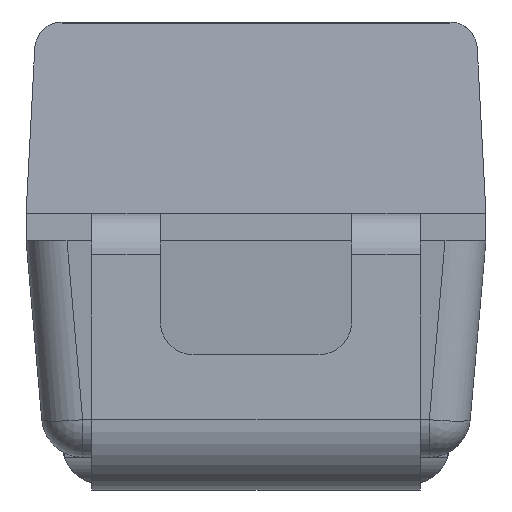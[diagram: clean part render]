
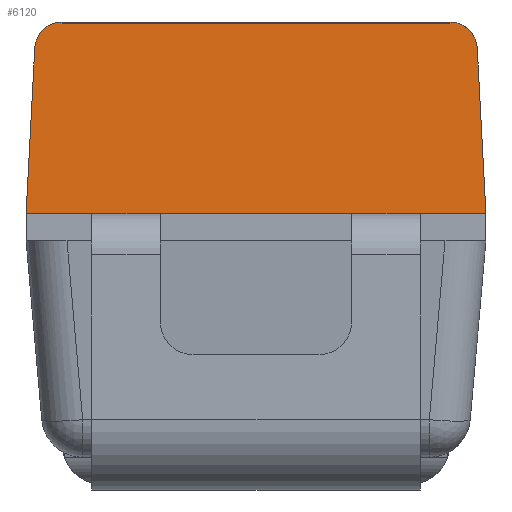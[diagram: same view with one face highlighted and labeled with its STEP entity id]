
A CAD part, left-side view. The second image highlights one B-rep face of the part: STEP entity #6120.
In plain terms, the highlighted planar face has unit normal (-0.999, 0, 0.052).
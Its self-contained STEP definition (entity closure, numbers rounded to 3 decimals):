
#210 = CARTESIAN_POINT ( 'NONE',  ( -1.55, 0.84, 1.01 ) ) ;
#424 = CARTESIAN_POINT ( 'NONE',  ( -1.515, -0.805, 1.671 ) ) ;
#589 = LINE ( 'NONE', #8675, #4499 ) ;
#643 = EDGE_CURVE ( 'NONE', #5492, #7611, #1779, .T. ) ;
#905 = EDGE_CURVE ( 'NONE', #2461, #2360, #7590, .T. ) ;
#938 = VECTOR ( 'NONE', #6340, 1000. ) ;
#1043 = DIRECTION ( 'NONE',  ( 0., -1., 0. ) ) ;
#1291 = EDGE_CURVE ( 'NONE', #4428, #9865, #1995, .T. ) ;
#1333 = PLANE ( 'NONE',  #5403 ) ;
#1363 = CARTESIAN_POINT ( 'NONE',  ( -1.55, 0.84, 1.01 ) ) ;
#1490 = EDGE_CURVE ( 'NONE', #8083, #8932, #4050, .T. ) ;
#1734 = VECTOR ( 'NONE', #6736, 1000. ) ;
#1760 = DIRECTION ( 'NONE',  ( -0.052, 0.052, -0.997 ) ) ;
#1779 = LINE ( 'NONE', #4830, #7762 ) ;
#1810 = VECTOR ( 'NONE', #1978, 1000. ) ;
#1978 = DIRECTION ( 'NONE',  ( 0., -1., 0. ) ) ;
#1995 = LINE ( 'NONE', #210, #3805 ) ;
#1997 = VERTEX_POINT ( 'NONE', #9435 ) ;
#2062 = LINE ( 'NONE', #3498, #1810 ) ;
#2158 = DIRECTION ( 'NONE',  ( 0.052, 0., 0.999 ) ) ;
#2360 = VERTEX_POINT ( 'NONE', #8543 ) ;
#2374 = CARTESIAN_POINT ( 'NONE',  ( -1.518, 0.808, 1.615 ) ) ;
#2387 = DIRECTION ( 'NONE',  ( 0., 1., 0. ) ) ;
#2437 = CARTESIAN_POINT ( 'NONE',  ( -1.55, 0.6, 1.01 ) ) ;
#2461 = VERTEX_POINT ( 'NONE', #5600 ) ;
#2549 = CARTESIAN_POINT ( 'NONE',  ( -1.55, 0.35, 1.01 ) ) ;
#2675 = EDGE_CURVE ( 'NONE', #7611, #8083, #2062, .T. ) ;
#2830 = ORIENTED_EDGE ( 'NONE', *, *, #7601, .T. ) ;
#3431 = CARTESIAN_POINT ( 'NONE',  ( -1.55, 0.35, 1.01 ) ) ;
#3498 = CARTESIAN_POINT ( 'NONE',  ( -1.55, 0.84, 1.01 ) ) ;
#3516 = CARTESIAN_POINT ( 'NONE',  ( -1.513, 0.765, 1.71 ) ) ;
#3805 = VECTOR ( 'NONE', #7254, 1000. ) ;
#3831 = EDGE_CURVE ( 'NONE', #6695, #2360, #4857, .T. ) ;
#3835 = CARTESIAN_POINT ( 'NONE',  ( -1.55, 0.6, 1.01 ) ) ;
#3881 = CARTESIAN_POINT ( 'NONE',  ( -1.55, -0.84, 1.01 ) ) ;
#4050 = LINE ( 'NONE', #4373, #1734 ) ;
#4058 =( BOUNDED_CURVE ( )  B_SPLINE_CURVE ( 3, ( #8974, #3516, #9757, #5107 ),
 .UNSPECIFIED., .F., .F. ) 
 B_SPLINE_CURVE_WITH_KNOTS ( ( 4, 4 ),
 ( 3.142, 4.66 ),
 .UNSPECIFIED. ) 
 CURVE ( )  GEOMETRIC_REPRESENTATION_ITEM ( )  RATIONAL_B_SPLINE_CURVE ( ( 1., 0.817, 0.817, 1. ) ) 
 REPRESENTATION_ITEM ( '' )  );
#4373 = CARTESIAN_POINT ( 'NONE',  ( -1.55, 0.6, 1.01 ) ) ;
#4384 = CARTESIAN_POINT ( 'NONE',  ( -1.513, -0.708, 1.71 ) ) ;
#4428 = VERTEX_POINT ( 'NONE', #4849 ) ;
#4499 = VECTOR ( 'NONE', #9468, 1000. ) ;
#4595 = VECTOR ( 'NONE', #1043, 1000. ) ;
#4830 = CARTESIAN_POINT ( 'NONE',  ( -1.55, 0.84, 1.01 ) ) ;
#4849 = CARTESIAN_POINT ( 'NONE',  ( -1.55, -0.6, 1.01 ) ) ;
#4857 = LINE ( 'NONE', #4926, #4595 ) ;
#4926 = CARTESIAN_POINT ( 'NONE',  ( -1.513, 0.84, 1.71 ) ) ;
#5107 = CARTESIAN_POINT ( 'NONE',  ( -1.518, 0.808, 1.615 ) ) ;
#5178 = EDGE_CURVE ( 'NONE', #1997, #8932, #6286, .T. ) ;
#5290 = FACE_OUTER_BOUND ( 'NONE', #7700, .T. ) ;
#5354 = ORIENTED_EDGE ( 'NONE', *, *, #7844, .T. ) ;
#5403 = AXIS2_PLACEMENT_3D ( 'NONE', #1363, #6829, #2158 ) ;
#5492 = VERTEX_POINT ( 'NONE', #2374 ) ;
#5600 = CARTESIAN_POINT ( 'NONE',  ( -1.518, -0.808, 1.615 ) ) ;
#5641 = ORIENTED_EDGE ( 'NONE', *, *, #3831, .F. ) ;
#5818 = ORIENTED_EDGE ( 'NONE', *, *, #643, .T. ) ;
#6120 = ADVANCED_FACE ( 'NONE', ( #5290 ), #1333, .T. ) ;
#6286 = LINE ( 'NONE', #2549, #8113 ) ;
#6340 = DIRECTION ( 'NONE',  ( 0., -1., 0. ) ) ;
#6376 = CARTESIAN_POINT ( 'NONE',  ( -1.55, 0.84, 1.01 ) ) ;
#6499 = CARTESIAN_POINT ( 'NONE',  ( -1.513, 0.708, 1.71 ) ) ;
#6518 = ORIENTED_EDGE ( 'NONE', *, *, #905, .T. ) ;
#6695 = VERTEX_POINT ( 'NONE', #6499 ) ;
#6736 = DIRECTION ( 'NONE',  ( 0., -1., 0. ) ) ;
#6829 = DIRECTION ( 'NONE',  ( -0.999, 0., 0.052 ) ) ;
#7054 = EDGE_CURVE ( 'NONE', #2461, #9865, #589, .T. ) ;
#7254 = DIRECTION ( 'NONE',  ( 0., -1., 0. ) ) ;
#7378 = ORIENTED_EDGE ( 'NONE', *, *, #2675, .T. ) ;
#7590 =( BOUNDED_CURVE ( )  B_SPLINE_CURVE ( 3, ( #9052, #424, #8283, #4384 ),
 .UNSPECIFIED., .F., .T. ) 
 B_SPLINE_CURVE_WITH_KNOTS ( ( 4, 4 ),
 ( 4.765, 6.283 ),
 .UNSPECIFIED. ) 
 CURVE ( )  GEOMETRIC_REPRESENTATION_ITEM ( )  RATIONAL_B_SPLINE_CURVE ( ( 1., 0.817, 0.817, 1. ) ) 
 REPRESENTATION_ITEM ( '' )  );
#7597 = ORIENTED_EDGE ( 'NONE', *, *, #5178, .F. ) ;
#7601 = EDGE_CURVE ( 'NONE', #1997, #4428, #9232, .T. ) ;
#7611 = VERTEX_POINT ( 'NONE', #6376 ) ;
#7700 = EDGE_LOOP ( 'NONE', ( #7773, #6518, #5641, #5354, #5818, #7378, #8650, #7597, #2830, #8328 ) ) ;
#7762 = VECTOR ( 'NONE', #1760, 1000. ) ;
#7773 = ORIENTED_EDGE ( 'NONE', *, *, #7054, .F. ) ;
#7844 = EDGE_CURVE ( 'NONE', #6695, #5492, #4058, .T. ) ;
#8083 = VERTEX_POINT ( 'NONE', #3835 ) ;
#8113 = VECTOR ( 'NONE', #2387, 1000. ) ;
#8283 = CARTESIAN_POINT ( 'NONE',  ( -1.513, -0.765, 1.71 ) ) ;
#8328 = ORIENTED_EDGE ( 'NONE', *, *, #1291, .T. ) ;
#8543 = CARTESIAN_POINT ( 'NONE',  ( -1.513, -0.708, 1.71 ) ) ;
#8650 = ORIENTED_EDGE ( 'NONE', *, *, #1490, .T. ) ;
#8675 = CARTESIAN_POINT ( 'NONE',  ( -1.55, -0.84, 1.01 ) ) ;
#8932 = VERTEX_POINT ( 'NONE', #3431 ) ;
#8974 = CARTESIAN_POINT ( 'NONE',  ( -1.513, 0.708, 1.71 ) ) ;
#9052 = CARTESIAN_POINT ( 'NONE',  ( -1.518, -0.808, 1.615 ) ) ;
#9232 = LINE ( 'NONE', #2437, #938 ) ;
#9435 = CARTESIAN_POINT ( 'NONE',  ( -1.55, -0.35, 1.01 ) ) ;
#9468 = DIRECTION ( 'NONE',  ( -0.052, -0.052, -0.997 ) ) ;
#9757 = CARTESIAN_POINT ( 'NONE',  ( -1.515, 0.805, 1.671 ) ) ;
#9865 = VERTEX_POINT ( 'NONE', #3881 ) ;
